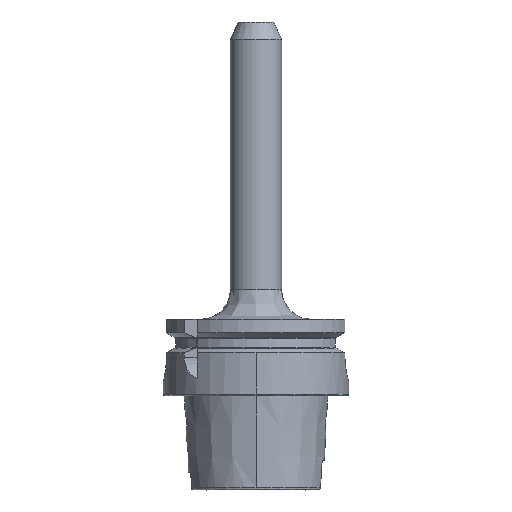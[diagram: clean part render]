
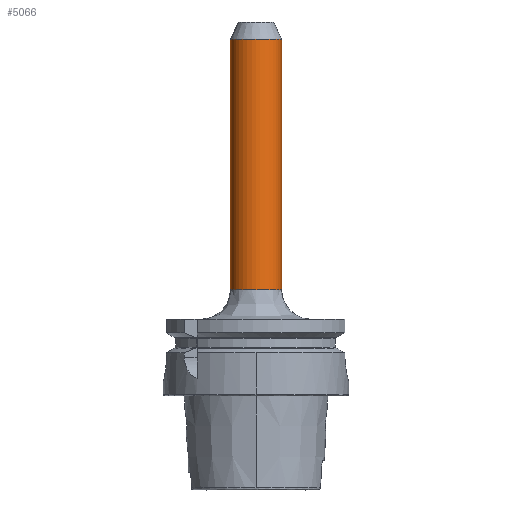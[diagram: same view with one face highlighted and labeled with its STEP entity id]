
A CAD part, front view. The second image highlights one B-rep face of the part: STEP entity #5066.
In plain terms, the highlighted cylindrical face has radius 8.763 mm (diameter 17.526 mm), a partial arc.
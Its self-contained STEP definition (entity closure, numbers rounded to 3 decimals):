
#282 = AXIS2_PLACEMENT_3D ( 'NONE', #859, #3768, #3339 ) ;
#329 = LINE ( 'NONE', #2022, #3477 ) ;
#477 = VERTEX_POINT ( 'NONE', #4960 ) ;
#542 = CARTESIAN_POINT ( 'NONE',  ( 0., 0., 121.075 ) ) ;
#580 = VERTEX_POINT ( 'NONE', #4005 ) ;
#789 = ORIENTED_EDGE ( 'NONE', *, *, #2379, .T. ) ;
#805 = ORIENTED_EDGE ( 'NONE', *, *, #2098, .F. ) ;
#826 = FACE_OUTER_BOUND ( 'NONE', #1910, .T. ) ;
#859 = CARTESIAN_POINT ( 'NONE',  ( 0., 0., 121.075 ) ) ;
#937 = DIRECTION ( 'NONE',  ( -1., 0., 0. ) ) ;
#938 = AXIS2_PLACEMENT_3D ( 'NONE', #542, #3425, #937 ) ;
#1163 = LINE ( 'NONE', #2525, #4483 ) ;
#1235 = DIRECTION ( 'NONE',  ( 0., 0., 1. ) ) ;
#1552 = ORIENTED_EDGE ( 'NONE', *, *, #5337, .F. ) ;
#1800 = CYLINDRICAL_SURFACE ( 'NONE', #282, 8.763 ) ;
#1869 = CARTESIAN_POINT ( 'NONE',  ( 8.763, 0., 121.075 ) ) ;
#1910 = EDGE_LOOP ( 'NONE', ( #1552, #805, #789, #4083 ) ) ;
#2022 = CARTESIAN_POINT ( 'NONE',  ( 8.763, 0., 121.075 ) ) ;
#2048 = AXIS2_PLACEMENT_3D ( 'NONE', #3726, #1235, #4134 ) ;
#2098 = EDGE_CURVE ( 'NONE', #2922, #4168, #4020, .T. ) ;
#2289 = EDGE_CURVE ( 'NONE', #580, #477, #4613, .T. ) ;
#2379 = EDGE_CURVE ( 'NONE', #2922, #580, #1163, .T. ) ;
#2487 = CARTESIAN_POINT ( 'NONE',  ( -8.763, 0., 121.075 ) ) ;
#2525 = CARTESIAN_POINT ( 'NONE',  ( -8.763, 0., 121.075 ) ) ;
#2922 = VERTEX_POINT ( 'NONE', #2487 ) ;
#3250 = DIRECTION ( 'NONE',  ( 0., 0., -1. ) ) ;
#3339 = DIRECTION ( 'NONE',  ( -1., 0., 0. ) ) ;
#3425 = DIRECTION ( 'NONE',  ( 0., 0., 1. ) ) ;
#3477 = VECTOR ( 'NONE', #3250, 1000. ) ;
#3726 = CARTESIAN_POINT ( 'NONE',  ( 0., 0., 36. ) ) ;
#3768 = DIRECTION ( 'NONE',  ( 0., 0., -1. ) ) ;
#4005 = CARTESIAN_POINT ( 'NONE',  ( -8.763, 0., 36. ) ) ;
#4020 = CIRCLE ( 'NONE', #938, 8.763 ) ;
#4083 = ORIENTED_EDGE ( 'NONE', *, *, #2289, .T. ) ;
#4134 = DIRECTION ( 'NONE',  ( 0., -1., 0. ) ) ;
#4168 = VERTEX_POINT ( 'NONE', #1869 ) ;
#4483 = VECTOR ( 'NONE', #5013, 1000. ) ;
#4613 = CIRCLE ( 'NONE', #2048, 8.763 ) ;
#4960 = CARTESIAN_POINT ( 'NONE',  ( 8.763, 0., 36. ) ) ;
#5013 = DIRECTION ( 'NONE',  ( 0., 0., -1. ) ) ;
#5066 = ADVANCED_FACE ( 'NONE', ( #826 ), #1800, .T. ) ;
#5337 = EDGE_CURVE ( 'NONE', #4168, #477, #329, .T. ) ;
